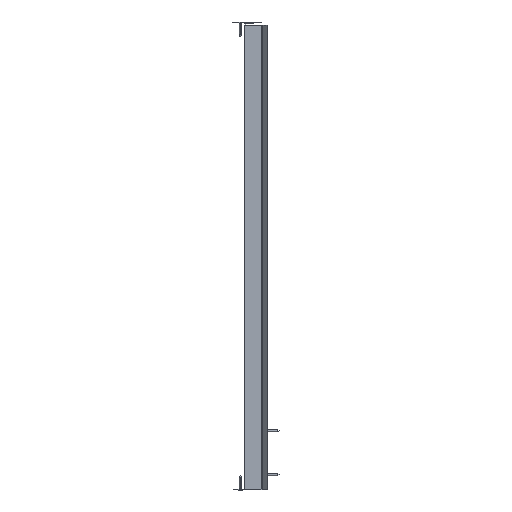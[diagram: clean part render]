
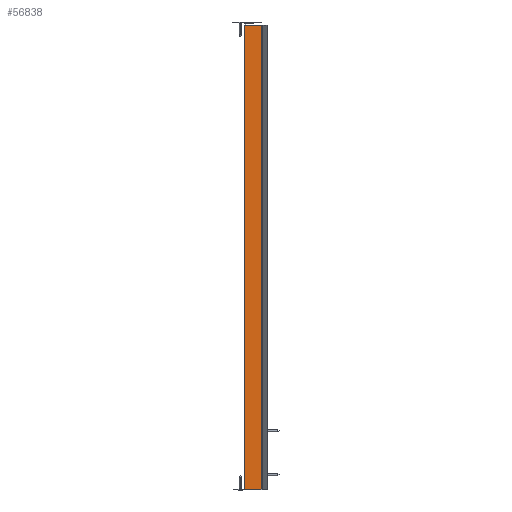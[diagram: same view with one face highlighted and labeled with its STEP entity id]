
A CAD part, left-side view. The second image highlights one B-rep face of the part: STEP entity #56838.
In plain terms, the highlighted planar face has unit normal (-1, 0.007, 0).
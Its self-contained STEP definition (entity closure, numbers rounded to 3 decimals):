
#742 = LINE ( 'NONE', #84315, #48550 ) ;
#1175 = LINE ( 'NONE', #70645, #15254 ) ;
#4883 = VECTOR ( 'NONE', #52663, 1000. ) ;
#9640 = CARTESIAN_POINT ( 'NONE',  ( -6.4, -0.695, -795. ) ) ;
#12872 = EDGE_LOOP ( 'NONE', ( #99426, #18524, #99697, #25409 ) ) ;
#14250 = EDGE_CURVE ( 'NONE', #81825, #49848, #52277, .T. ) ;
#15254 = VECTOR ( 'NONE', #17300, 1000. ) ;
#17300 = DIRECTION ( 'NONE',  ( 0.007, 1., 0. ) ) ;
#18524 = ORIENTED_EDGE ( 'NONE', *, *, #14250, .F. ) ;
#23017 = EDGE_CURVE ( 'NONE', #72888, #79637, #742, .T. ) ;
#25409 = ORIENTED_EDGE ( 'NONE', *, *, #23017, .T. ) ;
#28231 = PLANE ( 'NONE',  #83180 ) ;
#29217 = DIRECTION ( 'NONE',  ( 1., -0.007, 0. ) ) ;
#31811 = CARTESIAN_POINT ( 'NONE',  ( -6.599, -29.843, -795. ) ) ;
#35762 = CARTESIAN_POINT ( 'NONE',  ( -6.599, -29.843, -795. ) ) ;
#37564 = CARTESIAN_POINT ( 'NONE',  ( -6.599, -29.843, 0. ) ) ;
#44308 = DIRECTION ( 'NONE',  ( 0.007, 1., 0. ) ) ;
#44629 = LINE ( 'NONE', #37564, #4883 ) ;
#46551 = DIRECTION ( 'NONE',  ( 0., 0., 1. ) ) ;
#48550 = VECTOR ( 'NONE', #46551, 1000. ) ;
#49848 = VERTEX_POINT ( 'NONE', #90558 ) ;
#52277 = LINE ( 'NONE', #68383, #73706 ) ;
#52663 = DIRECTION ( 'NONE',  ( 0.007, 1., 0. ) ) ;
#56838 = ADVANCED_FACE ( 'NONE', ( #82043 ), #28231, .F. ) ;
#68383 = CARTESIAN_POINT ( 'NONE',  ( -6.4, -0.695, -795. ) ) ;
#70645 = CARTESIAN_POINT ( 'NONE',  ( -6.599, -29.843, -795. ) ) ;
#72888 = VERTEX_POINT ( 'NONE', #31811 ) ;
#73706 = VECTOR ( 'NONE', #82989, 1000. ) ;
#74908 = CARTESIAN_POINT ( 'NONE',  ( -6.599, -29.843, 0. ) ) ;
#74955 = EDGE_CURVE ( 'NONE', #72888, #81825, #1175, .T. ) ;
#79637 = VERTEX_POINT ( 'NONE', #74908 ) ;
#80374 = EDGE_CURVE ( 'NONE', #79637, #49848, #44629, .T. ) ;
#81825 = VERTEX_POINT ( 'NONE', #9640 ) ;
#82043 = FACE_OUTER_BOUND ( 'NONE', #12872, .T. ) ;
#82989 = DIRECTION ( 'NONE',  ( 0., 0., 1. ) ) ;
#83180 = AXIS2_PLACEMENT_3D ( 'NONE', #35762, #29217, #44308 ) ;
#84315 = CARTESIAN_POINT ( 'NONE',  ( -6.599, -29.843, -795. ) ) ;
#90558 = CARTESIAN_POINT ( 'NONE',  ( -6.4, -0.695, 0. ) ) ;
#99426 = ORIENTED_EDGE ( 'NONE', *, *, #80374, .T. ) ;
#99697 = ORIENTED_EDGE ( 'NONE', *, *, #74955, .F. ) ;
